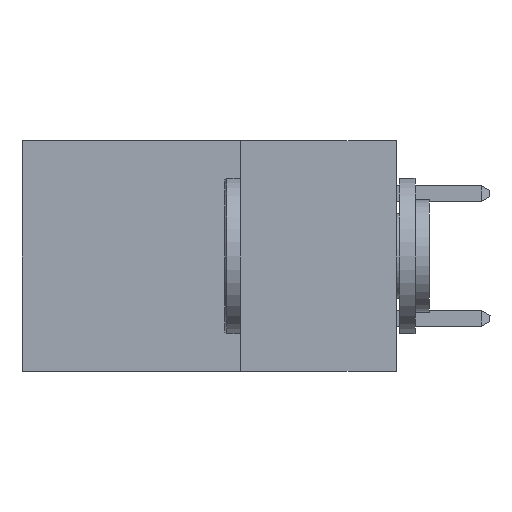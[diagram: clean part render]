
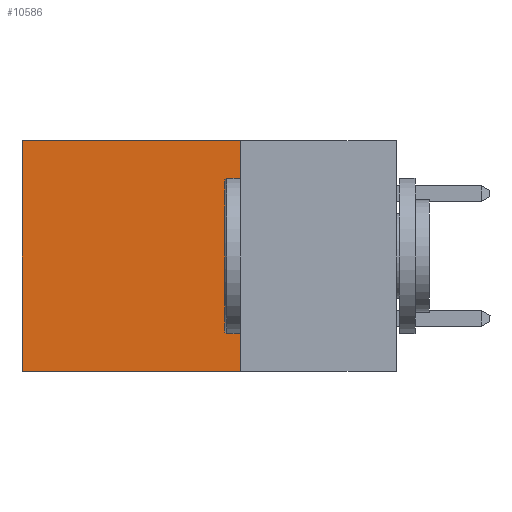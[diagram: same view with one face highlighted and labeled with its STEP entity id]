
A CAD part, left-side view. The second image highlights one B-rep face of the part: STEP entity #10586.
In plain terms, the highlighted planar face has unit normal (-1, 0, 0).
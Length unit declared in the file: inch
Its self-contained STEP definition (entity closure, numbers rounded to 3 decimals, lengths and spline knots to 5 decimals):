
#588 = LINE ( 'NONE', #11507, #3171 ) ;
#687 = EDGE_CURVE ( 'NONE', #7983, #7681, #10690, .T. ) ;
#1037 = VECTOR ( 'NONE', #5992, 39.37008 ) ;
#1722 = ORIENTED_EDGE ( 'NONE', *, *, #687, .F. ) ;
#2692 = EDGE_LOOP ( 'NONE', ( #6408, #11015, #1722, #11272 ) ) ;
#3049 = VECTOR ( 'NONE', #4893, 39.37008 ) ;
#3171 = VECTOR ( 'NONE', #4502, 39.37008 ) ;
#3953 = LINE ( 'NONE', #10209, #3049 ) ;
#4502 = DIRECTION ( 'NONE',  ( 0., 0., -1. ) ) ;
#4552 = VERTEX_POINT ( 'NONE', #9149 ) ;
#4893 = DIRECTION ( 'NONE',  ( 0., 1., 0. ) ) ;
#5262 = DIRECTION ( 'NONE',  ( 0., 0., -1. ) ) ;
#5699 = DIRECTION ( 'NONE',  ( 1., 0., 0. ) ) ;
#5992 = DIRECTION ( 'NONE',  ( 0., 1., 0. ) ) ;
#6115 = CARTESIAN_POINT ( 'NONE',  ( 0.2615, 0.25, 0. ) ) ;
#6316 = EDGE_CURVE ( 'NONE', #7681, #9083, #8465, .T. ) ;
#6327 = VECTOR ( 'NONE', #5262, 39.37008 ) ;
#6408 = ORIENTED_EDGE ( 'NONE', *, *, #6647, .T. ) ;
#6647 = EDGE_CURVE ( 'NONE', #4552, #9083, #588, .T. ) ;
#6897 = CARTESIAN_POINT ( 'NONE',  ( 0.2615, 0.25, -0.37 ) ) ;
#7681 = VERTEX_POINT ( 'NONE', #11659 ) ;
#7983 = VERTEX_POINT ( 'NONE', #6115 ) ;
#8212 = CARTESIAN_POINT ( 'NONE',  ( 0.2615, 0.6, -0.37 ) ) ;
#8407 = PLANE ( 'NONE',  #9785 ) ;
#8465 = LINE ( 'NONE', #10356, #1037 ) ;
#8772 = FACE_OUTER_BOUND ( 'NONE', #2692, .T. ) ;
#9083 = VERTEX_POINT ( 'NONE', #8212 ) ;
#9149 = CARTESIAN_POINT ( 'NONE',  ( 0.2615, 0.6, 0. ) ) ;
#9785 = AXIS2_PLACEMENT_3D ( 'NONE', #10094, #5699, #11740 ) ;
#10094 = CARTESIAN_POINT ( 'NONE',  ( 0.2615, 0.25, -0.37 ) ) ;
#10209 = CARTESIAN_POINT ( 'NONE',  ( 0.2615, 0.25, 0. ) ) ;
#10356 = CARTESIAN_POINT ( 'NONE',  ( 0.2615, 0.25, -0.37 ) ) ;
#10586 = ADVANCED_FACE ( 'NONE', ( #8772 ), #8407, .F. ) ;
#10688 = EDGE_CURVE ( 'NONE', #7983, #4552, #3953, .T. ) ;
#10690 = LINE ( 'NONE', #6897, #6327 ) ;
#11015 = ORIENTED_EDGE ( 'NONE', *, *, #6316, .F. ) ;
#11272 = ORIENTED_EDGE ( 'NONE', *, *, #10688, .T. ) ;
#11507 = CARTESIAN_POINT ( 'NONE',  ( 0.2615, 0.6, -0.37 ) ) ;
#11659 = CARTESIAN_POINT ( 'NONE',  ( 0.2615, 0.25, -0.37 ) ) ;
#11740 = DIRECTION ( 'NONE',  ( 0., 0., -1. ) ) ;
